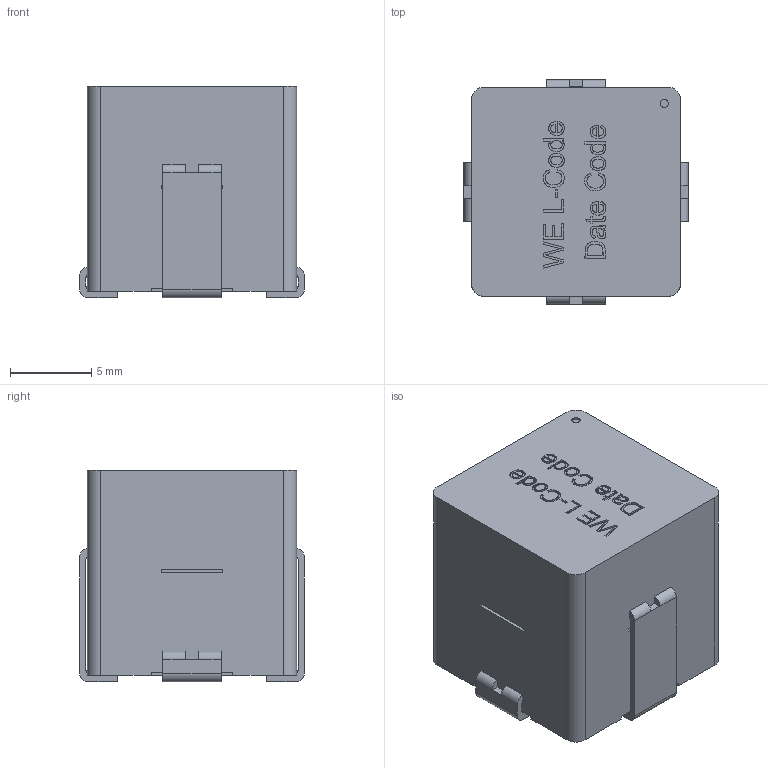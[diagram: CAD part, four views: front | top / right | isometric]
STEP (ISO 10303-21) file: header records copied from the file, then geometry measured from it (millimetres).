
FILE_DESCRIPTION(/* description */ ('Unknown'),/* implementation_level */ '2;1');
FILE_NAME(/* name */ 'L_Wurth_WE-LHMD-1213',/* time_stamp */ '2025-06-18T14:05:14+08:00',/* author */ ('Unknown'),/* organization */ ('Unknown'),/* preprocessor_version */ 'ST-DEVELOPER v19.4',/* originating_system */ 'Solid Edge',/* authorisation */ 'Unknown');
FILE_SCHEMA (('AUTOMOTIVE_DESIGN {1 0 10303 214 3 1 1}'));
Length unit declared in the file: millimetre
Products named in the file (2): L_Wurth_WE-LHMD-1213
Assembly tree (1 placements, depth 2):
  L_Wurth_WE-LHMD-1213
    L_Wurth_WE-LHMD-1213
Bounding box: 13.79 x 13.79 x 13 mm (x, y, z)
Volume: 2096 mm3; surface area: 1259.2 mm2
Topology: 1 solids, 1 shells, 237 faces, 607 edges, 402 vertices
Faces by surface type: plane 175, bspline 35, cylinder 27
Full cylindrical faces by diameter (mm): 0.5 x1
Entity records: 9846 total; most frequent: CARTESIAN_POINT 2859, ORIENTED_EDGE 1200, DIRECTION 853, EDGE_CURVE 600, VERTEX_POINT 402, LINE 329, VECTOR 329, EDGE_LOOP 282
